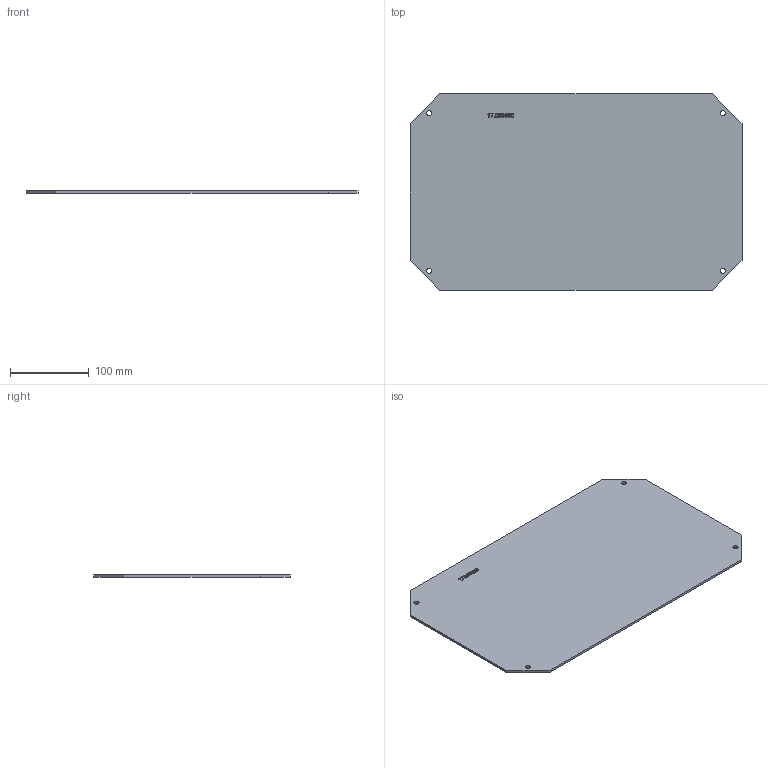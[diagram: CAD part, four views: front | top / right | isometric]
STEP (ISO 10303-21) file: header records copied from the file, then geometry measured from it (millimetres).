
FILE_DESCRIPTION (( 'STEP AP214' ), '1' );
FILE_NAME ('17066000.STEP', '2016-03-30T07:33:30', ( 'Macha' ), ( 'Hewlett-Packard Company' ), 'SwSTEP 2.0', 'SolidWorks 2015', '' );
FILE_SCHEMA (( 'AUTOMOTIVE_DESIGN' ));
Length unit declared in the file: millimetre
Products named in the file (2): 89256; 17066000
Assembly tree (1 placements, depth 2):
  17066000
    89256
Bounding box: 421 x 249 x 3 mm (x, y, z)
Volume: 305407.9 mm3; surface area: 207670.1 mm2
Topology: 1 solids, 1 shells, 124 faces, 321 edges, 214 vertices
Faces by surface type: bspline 75, plane 41, cylinder 8
Entity records: 8033 total; most frequent: CARTESIAN_POINT 5418, ORIENTED_EDGE 642, EDGE_CURVE 321, DIRECTION 293, VERTEX_POINT 214, LINE 155, VECTOR 155, B_SPLINE_CURVE_WITH_KNOTS 150
